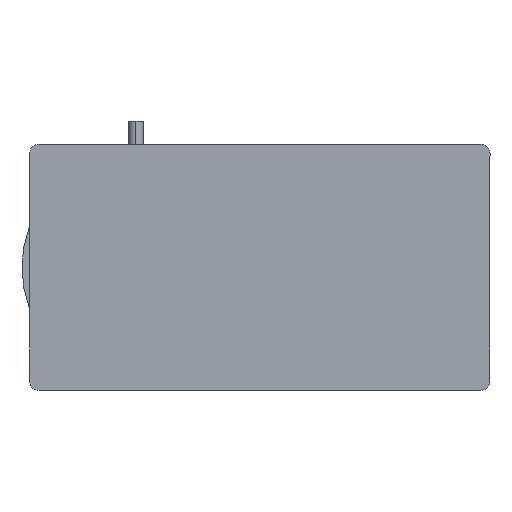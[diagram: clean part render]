
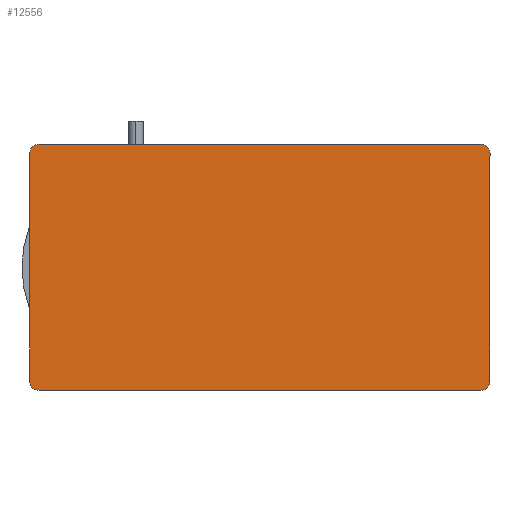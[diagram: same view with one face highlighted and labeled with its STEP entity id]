
A CAD part, front view. The second image highlights one B-rep face of the part: STEP entity #12556.
In plain terms, the highlighted face is planar.
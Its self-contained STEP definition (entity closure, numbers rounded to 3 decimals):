
#1314 = DIRECTION ( 'NONE',  ( 0., 0., -1. ) ) ;
#3788 = VECTOR ( 'NONE', #22373, 1000. ) ;
#4354 = EDGE_LOOP ( 'NONE', ( #51988, #55110, #32878, #59807, #21674, #64429, #76592, #83440 ) ) ;
#5218 = CARTESIAN_POINT ( 'NONE',  ( -65., 187., -141. ) ) ;
#6039 = CARTESIAN_POINT ( 'NONE',  ( -60., -51., -141. ) ) ;
#6387 = DIRECTION ( 'NONE',  ( 0., 1., 0. ) ) ;
#6508 = DIRECTION ( 'NONE',  ( -1., 0., 0. ) ) ;
#7302 = CARTESIAN_POINT ( 'NONE',  ( -65., -56., -141. ) ) ;
#10858 = VERTEX_POINT ( 'NONE', #48678 ) ;
#11361 = DIRECTION ( 'NONE',  ( -1., 0., 0. ) ) ;
#12462 = VERTEX_POINT ( 'NONE', #43100 ) ;
#12556 = ADVANCED_FACE ( 'NONE', ( #12996 ), #93131, .T. ) ;
#12996 = FACE_OUTER_BOUND ( 'NONE', #4354, .T. ) ;
#15950 = CARTESIAN_POINT ( 'NONE',  ( -60., -56., -141. ) ) ;
#16144 = EDGE_CURVE ( 'NONE', #29051, #20790, #23298, .T. ) ;
#17008 = EDGE_CURVE ( 'NONE', #12462, #29051, #79641, .T. ) ;
#17285 = EDGE_CURVE ( 'NONE', #21538, #80022, #71883, .T. ) ;
#19444 = VECTOR ( 'NONE', #6387, 1000. ) ;
#20790 = VERTEX_POINT ( 'NONE', #15950 ) ;
#21446 = DIRECTION ( 'NONE',  ( 0., 0., -1. ) ) ;
#21538 = VERTEX_POINT ( 'NONE', #44011 ) ;
#21674 = ORIENTED_EDGE ( 'NONE', *, *, #79879, .T. ) ;
#22102 = CARTESIAN_POINT ( 'NONE',  ( -65., 182., -141. ) ) ;
#22373 = DIRECTION ( 'NONE',  ( -1., 0., 0. ) ) ;
#22832 = CARTESIAN_POINT ( 'NONE',  ( -65., -56., -141. ) ) ;
#23298 = LINE ( 'NONE', #22832, #3788 ) ;
#29051 = VERTEX_POINT ( 'NONE', #74211 ) ;
#30882 = AXIS2_PLACEMENT_3D ( 'NONE', #90566, #69815, #11361 ) ;
#32425 = EDGE_CURVE ( 'NONE', #20790, #21538, #44319, .T. ) ;
#32878 = ORIENTED_EDGE ( 'NONE', *, *, #17285, .T. ) ;
#36657 = DIRECTION ( 'NONE',  ( -1., 0., 0. ) ) ;
#39159 = AXIS2_PLACEMENT_3D ( 'NONE', #92213, #77616, #70069 ) ;
#43100 = CARTESIAN_POINT ( 'NONE',  ( 65., -51., -141. ) ) ;
#44011 = CARTESIAN_POINT ( 'NONE',  ( -65., -51., -141. ) ) ;
#44319 = CIRCLE ( 'NONE', #82061, 5. ) ;
#45076 = CARTESIAN_POINT ( 'NONE',  ( 60., -51., -141. ) ) ;
#48678 = CARTESIAN_POINT ( 'NONE',  ( -60., 187., -141. ) ) ;
#49457 = AXIS2_PLACEMENT_3D ( 'NONE', #45076, #1314, #36657 ) ;
#50200 = DIRECTION ( 'NONE',  ( -1., 0., 0. ) ) ;
#50341 = LINE ( 'NONE', #63116, #57658 ) ;
#50825 = VERTEX_POINT ( 'NONE', #55203 ) ;
#51988 = ORIENTED_EDGE ( 'NONE', *, *, #16144, .T. ) ;
#55110 = ORIENTED_EDGE ( 'NONE', *, *, #32425, .T. ) ;
#55203 = CARTESIAN_POINT ( 'NONE',  ( 65., 182., -141. ) ) ;
#55246 = EDGE_CURVE ( 'NONE', #80022, #10858, #64757, .T. ) ;
#56025 = DIRECTION ( 'NONE',  ( 0., -1., 0. ) ) ;
#57658 = VECTOR ( 'NONE', #56025, 1000. ) ;
#59807 = ORIENTED_EDGE ( 'NONE', *, *, #55246, .T. ) ;
#63116 = CARTESIAN_POINT ( 'NONE',  ( 65., -56., -141. ) ) ;
#64429 = ORIENTED_EDGE ( 'NONE', *, *, #75639, .T. ) ;
#64757 = CIRCLE ( 'NONE', #39159, 5. ) ;
#66760 = AXIS2_PLACEMENT_3D ( 'NONE', #86073, #21446, #50200 ) ;
#69815 = DIRECTION ( 'NONE',  ( 0., 0., -1. ) ) ;
#70069 = DIRECTION ( 'NONE',  ( -1., 0., 0. ) ) ;
#70256 = DIRECTION ( 'NONE',  ( 1., 0., 0. ) ) ;
#71550 = DIRECTION ( 'NONE',  ( 0., 0., -1. ) ) ;
#71591 = CIRCLE ( 'NONE', #30882, 5. ) ;
#71883 = LINE ( 'NONE', #7302, #19444 ) ;
#74211 = CARTESIAN_POINT ( 'NONE',  ( 60., -56., -141. ) ) ;
#75639 = EDGE_CURVE ( 'NONE', #90992, #50825, #71591, .T. ) ;
#76592 = ORIENTED_EDGE ( 'NONE', *, *, #89135, .T. ) ;
#77616 = DIRECTION ( 'NONE',  ( 0., 0., -1. ) ) ;
#77806 = LINE ( 'NONE', #5218, #83770 ) ;
#79641 = CIRCLE ( 'NONE', #49457, 5. ) ;
#79879 = EDGE_CURVE ( 'NONE', #10858, #90992, #77806, .T. ) ;
#80022 = VERTEX_POINT ( 'NONE', #22102 ) ;
#82061 = AXIS2_PLACEMENT_3D ( 'NONE', #6039, #71550, #6508 ) ;
#83440 = ORIENTED_EDGE ( 'NONE', *, *, #17008, .T. ) ;
#83770 = VECTOR ( 'NONE', #70256, 1000. ) ;
#86073 = CARTESIAN_POINT ( 'NONE',  ( 0., 0., -141. ) ) ;
#87210 = CARTESIAN_POINT ( 'NONE',  ( 60., 187., -141. ) ) ;
#89135 = EDGE_CURVE ( 'NONE', #50825, #12462, #50341, .T. ) ;
#90566 = CARTESIAN_POINT ( 'NONE',  ( 60., 182., -141. ) ) ;
#90992 = VERTEX_POINT ( 'NONE', #87210 ) ;
#92213 = CARTESIAN_POINT ( 'NONE',  ( -60., 182., -141. ) ) ;
#93131 = PLANE ( 'NONE',  #66760 ) ;
